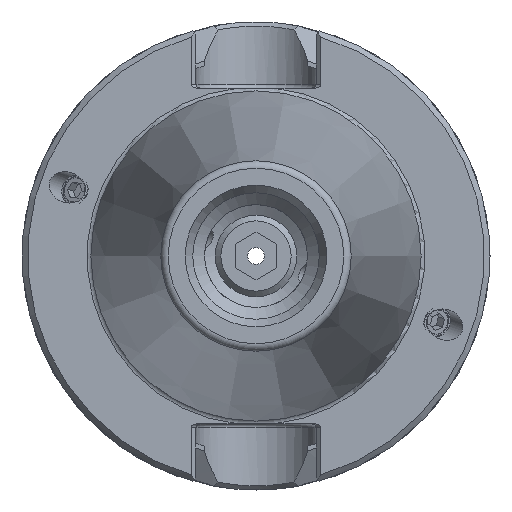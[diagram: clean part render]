
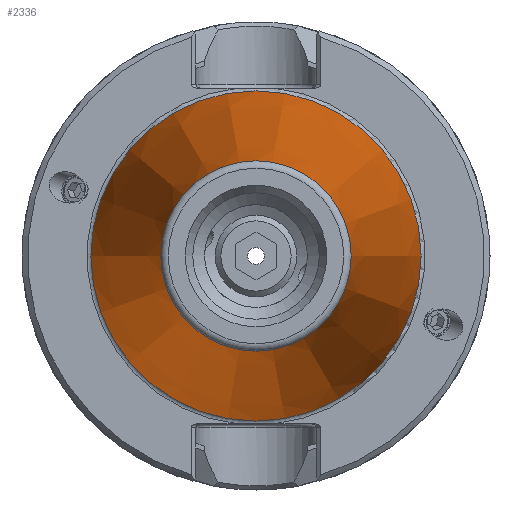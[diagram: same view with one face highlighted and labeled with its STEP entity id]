
A CAD part, left-side view. The second image highlights one B-rep face of the part: STEP entity #2336.
In plain terms, the highlighted conical face has half-angle 8.297 degrees and reference radius 17.456 mm.
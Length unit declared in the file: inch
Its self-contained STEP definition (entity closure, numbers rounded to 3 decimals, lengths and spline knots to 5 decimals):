
#364=CONICAL_SURFACE('',#2566,0.68724,8.297);
#491=CIRCLE('',#2551,0.875);
#498=CIRCLE('',#2564,0.50448);
#597=FACE_BOUND('',#923,.T.);
#725=FACE_OUTER_BOUND('',#922,.T.);
#922=EDGE_LOOP('',(#1895));
#923=EDGE_LOOP('',(#1896));
#1190=VERTEX_POINT('',#4095);
#1197=VERTEX_POINT('',#4115);
#1457=EDGE_CURVE('',#1190,#1190,#491,.T.);
#1464=EDGE_CURVE('',#1197,#1197,#498,.T.);
#1895=ORIENTED_EDGE('',*,*,#1457,.T.);
#1896=ORIENTED_EDGE('',*,*,#1464,.F.);
#2336=ADVANCED_FACE('',(#725,#597),#364,.T.);
#2551=AXIS2_PLACEMENT_3D('',#4096,#3039,#3040);
#2564=AXIS2_PLACEMENT_3D('',#4116,#3065,#3066);
#2566=AXIS2_PLACEMENT_3D('',#4118,#3069,#3070);
#3039=DIRECTION('center_axis',(-1.,0.,0.));
#3040=DIRECTION('ref_axis',(0.,1.,0.));
#3065=DIRECTION('center_axis',(-1.,0.,0.));
#3066=DIRECTION('ref_axis',(0.,-1.,0.));
#3069=DIRECTION('center_axis',(1.,0.,0.));
#3070=DIRECTION('ref_axis',(0.,1.,0.));
#4095=CARTESIAN_POINT('',(0.00001,0.875,0.));
#4096=CARTESIAN_POINT('Origin',(0.00001,0.,0.));
#4115=CARTESIAN_POINT('',(-2.54077,0.50448,0.));
#4116=CARTESIAN_POINT('Origin',(-2.54077,0.,
0.));
#4118=CARTESIAN_POINT('Origin',(-1.2875,0.,0.));
